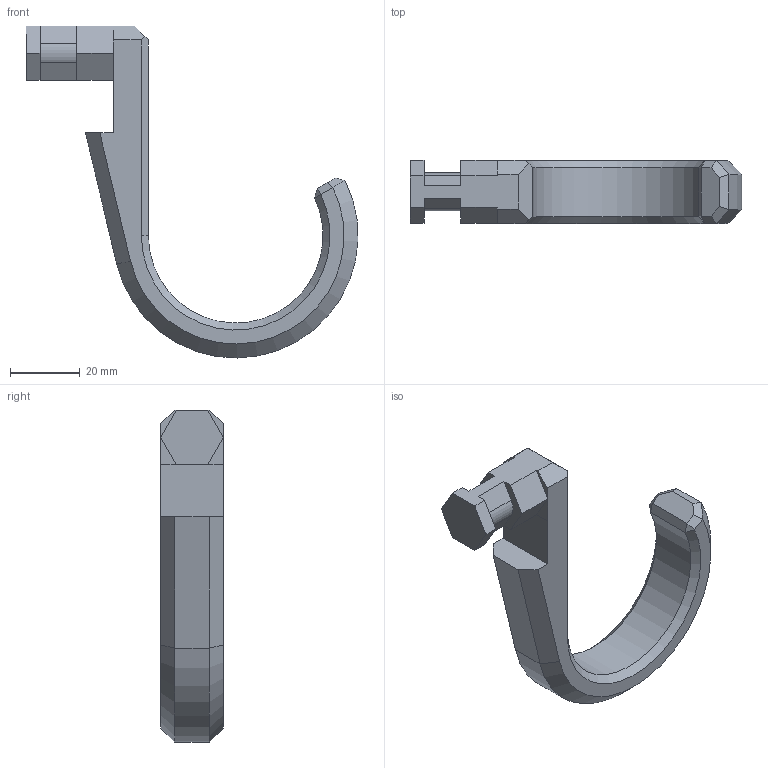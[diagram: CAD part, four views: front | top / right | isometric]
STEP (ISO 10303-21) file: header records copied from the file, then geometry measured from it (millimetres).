
FILE_DESCRIPTION(/* description */ (''),/* implementation_level */ '2;1');
FILE_NAME(/* name */ 'J-Hook v2.step',/* time_stamp */ '2024-05-08T20:30:11-07:00',/* author */ (''),/* organization */ (''),/* preprocessor_version */ 'ST-DEVELOPER v20',/* originating_system */ 'Autodesk Translation Framework v12.20.1.177',/* authorisation */ '');
FILE_SCHEMA (('AUTOMOTIVE_DESIGN { 1 0 10303 214 3 1 1 }'));
Length unit declared in the file: millimetre
Products named in the file (2): J-Hook; Component1
Assembly tree (1 placements, depth 2):
  J-Hook
    Component1
Bounding box: 94.97 x 18 x 95 mm (x, y, z)
Volume: 33966.9 mm3; surface area: 10379.7 mm2
Topology: 1 solids, 1 shells, 53 faces, 137 edges, 86 vertices
Faces by surface type: plane 43, cone 4, cylinder 4, bspline 2
Entity records: 1666 total; most frequent: CARTESIAN_POINT 355, ORIENTED_EDGE 274, DIRECTION 243, EDGE_CURVE 137, LINE 111, VECTOR 111, VERTEX_POINT 86, AXIS2_PLACEMENT_3D 66
